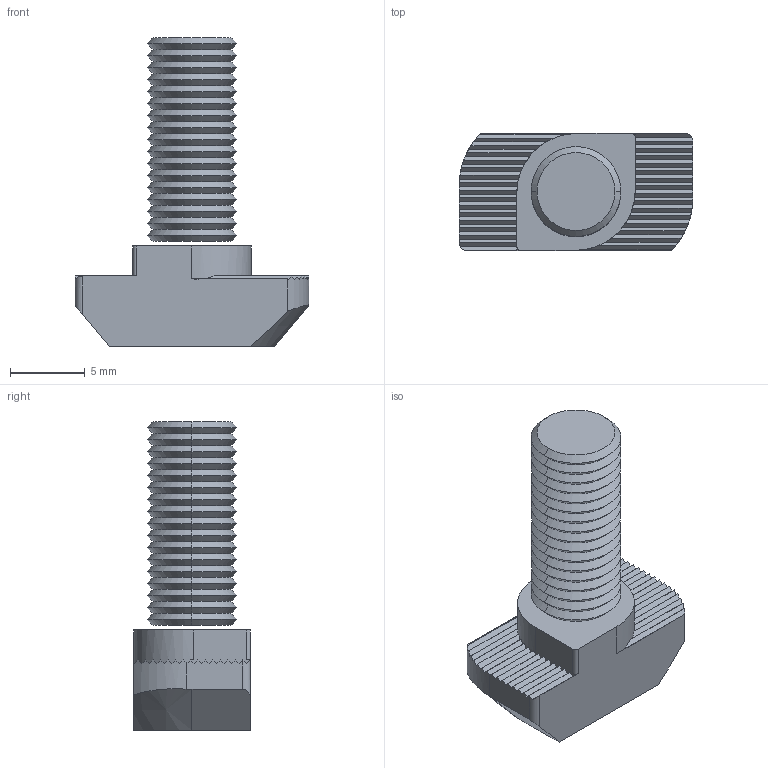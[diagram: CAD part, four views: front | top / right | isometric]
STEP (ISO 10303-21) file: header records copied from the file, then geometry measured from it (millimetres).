
FILE_DESCRIPTION (( 'STEP AP203' ), '1' );
FILE_NAME ('084.301.042.STEP', '2015-05-14T10:00:04', ( '' ), ( '' ), 'SwSTEP 2.0', 'SolidWorks 2012', '' );
FILE_SCHEMA (( 'CONFIG_CONTROL_DESIGN' ));
Length unit declared in the file: millimetre
Products named in the file (1): 084.301.042
Bounding box: 15.6 x 7.8 x 20.6 mm (x, y, z)
Volume: 944.5 mm3; surface area: 871.1 mm2
Topology: 2 solids, 2 shells, 158 faces, 390 edges, 236 vertices
Faces by surface type: plane 80, cone 70, cylinder 8
Entity records: 4655 total; most frequent: CARTESIAN_POINT 1023, ORIENTED_EDGE 780, DIRECTION 714, EDGE_CURVE 390, AXIS2_PLACEMENT_3D 239, VERTEX_POINT 236, VECTOR 236, LINE 236
